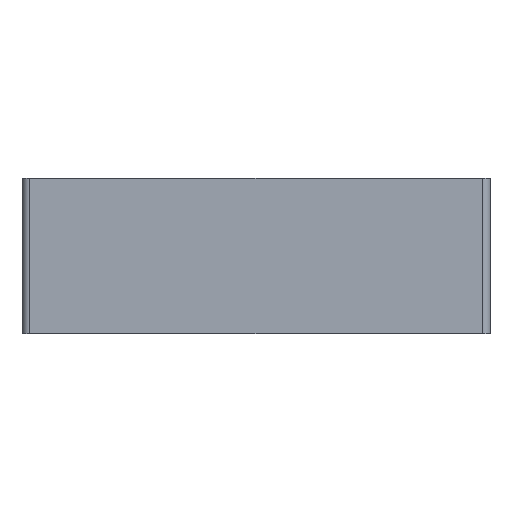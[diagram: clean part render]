
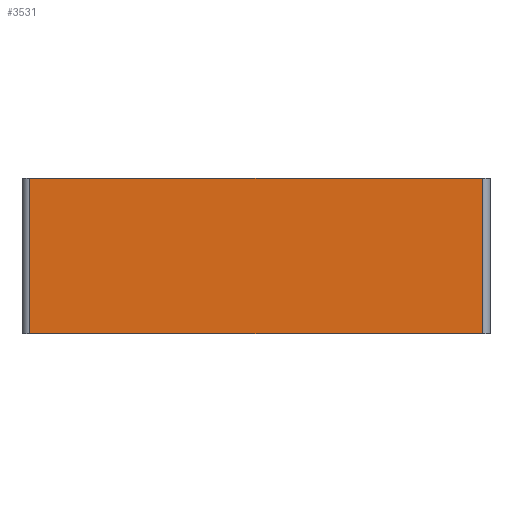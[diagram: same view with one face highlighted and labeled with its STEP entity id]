
A CAD part, front view. The second image highlights one B-rep face of the part: STEP entity #3531.
In plain terms, the highlighted planar face has unit normal (0, -1, 0).
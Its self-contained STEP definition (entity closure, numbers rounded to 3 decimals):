
#107=PLANE('',#3887);
#277=FACE_OUTER_BOUND('',#459,.T.);
#459=EDGE_LOOP('',(#2853,#2854,#2855,#2856));
#791=LINE('',#5944,#1123);
#792=LINE('',#5947,#1124);
#793=LINE('',#5949,#1125);
#794=LINE('',#5950,#1126);
#1123=VECTOR('',#4887,100.);
#1124=VECTOR('',#4890,290.);
#1125=VECTOR('',#4891,290.);
#1126=VECTOR('',#4892,100.);
#1669=VERTEX_POINT('',#5940);
#1670=VERTEX_POINT('',#5942);
#1671=VERTEX_POINT('',#5946);
#1672=VERTEX_POINT('',#5948);
#2175=EDGE_CURVE('',#1669,#1670,#791,.T.);
#2176=EDGE_CURVE('',#1671,#1669,#792,.T.);
#2177=EDGE_CURVE('',#1672,#1670,#793,.T.);
#2178=EDGE_CURVE('',#1671,#1672,#794,.T.);
#2853=ORIENTED_EDGE('',*,*,#2176,.T.);
#2854=ORIENTED_EDGE('',*,*,#2175,.T.);
#2855=ORIENTED_EDGE('',*,*,#2177,.F.);
#2856=ORIENTED_EDGE('',*,*,#2178,.F.);
#3531=ADVANCED_FACE('',(#277),#107,.T.);
#3887=AXIS2_PLACEMENT_3D('',#5945,#4888,#4889);
#4887=DIRECTION('',(0.,0.,1.));
#4888=DIRECTION('center_axis',(0.,-1.,0.));
#4889=DIRECTION('ref_axis',(1.,0.,0.));
#4890=DIRECTION('',(1.,0.,0.));
#4891=DIRECTION('',(1.,0.,0.));
#4892=DIRECTION('',(0.,0.,1.));
#5940=CARTESIAN_POINT('',(175.,-25.,0.));
#5942=CARTESIAN_POINT('',(175.,-25.,100.));
#5944=CARTESIAN_POINT('',(175.,-25.,0.));
#5945=CARTESIAN_POINT('Origin',(-115.,-25.,0.));
#5946=CARTESIAN_POINT('',(-115.,-25.,0.));
#5947=CARTESIAN_POINT('',(-115.,-25.,0.));
#5948=CARTESIAN_POINT('',(-115.,-25.,100.));
#5949=CARTESIAN_POINT('',(-115.,-25.,100.));
#5950=CARTESIAN_POINT('',(-115.,-25.,0.));
